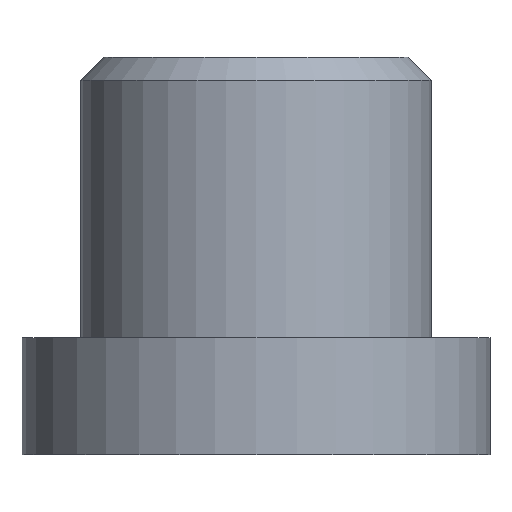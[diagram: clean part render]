
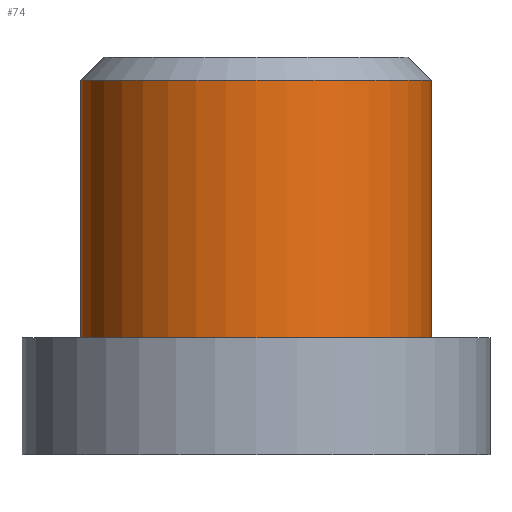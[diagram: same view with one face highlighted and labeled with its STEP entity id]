
A CAD part, left-side view. The second image highlights one B-rep face of the part: STEP entity #74.
In plain terms, the highlighted cylindrical face has radius 3.75 mm (diameter 7.5 mm), a full revolution.
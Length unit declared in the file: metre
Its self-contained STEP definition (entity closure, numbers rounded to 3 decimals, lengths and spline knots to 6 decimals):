
#29=ORIENTED_EDGE('',*,*,#37,.T.);
#30=ORIENTED_EDGE('',*,*,#36,.T.);
#36=EDGE_CURVE('',#41,#41,#46,.T.);
#37=EDGE_CURVE('',#42,#42,#47,.F.);
#41=VERTEX_POINT('',#133);
#42=VERTEX_POINT('',#137);
#46=CIRCLE('',#94,0.00375);
#47=CIRCLE('',#97,0.00375);
#54=EDGE_LOOP('',(#29));
#55=EDGE_LOOP('',(#30));
#64=FACE_BOUND('',#54,.T.);
#65=FACE_BOUND('',#55,.T.);
#70=CYLINDRICAL_SURFACE('',#96,0.00375);
#74=ADVANCED_FACE('',(#64,#65),#70,.T.);
#94=AXIS2_PLACEMENT_3D('',#132,#111,#112);
#96=AXIS2_PLACEMENT_3D('',#135,#115,#116);
#97=AXIS2_PLACEMENT_3D('',#136,#117,#118);
#111=DIRECTION('',(0.,0.,1.));
#112=DIRECTION('',(1.,0.,0.));
#115=DIRECTION('',(0.,0.,-1.));
#116=DIRECTION('',(-1.,0.,0.));
#117=DIRECTION('',(0.,0.,1.));
#118=DIRECTION('',(1.,0.,0.));
#132=CARTESIAN_POINT('',(0.,0.,0.0025));
#133=CARTESIAN_POINT('',(0.00375,0.,0.0025));
#135=CARTESIAN_POINT('',(0.,0.,0.0085));
#136=CARTESIAN_POINT('',(0.,0.,0.008));
#137=CARTESIAN_POINT('',(0.00375,0.,0.008));
